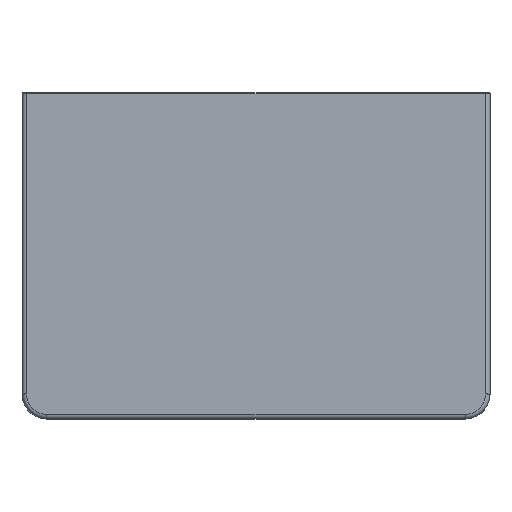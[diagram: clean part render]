
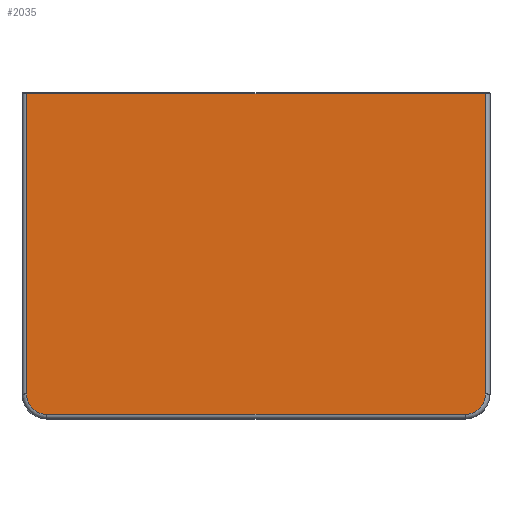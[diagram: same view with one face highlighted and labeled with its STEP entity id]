
A CAD part, top view. The second image highlights one B-rep face of the part: STEP entity #2035.
In plain terms, the highlighted planar face has unit normal (0, 0, 1).
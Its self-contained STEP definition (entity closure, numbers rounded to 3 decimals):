
#1875=CARTESIAN_POINT('',(32347.084,-2147.286,1719.0));
#1876=VERTEX_POINT('',#1875);
#1908=CARTESIAN_POINT('',(32751.084,-2147.286,1719.0));
#1909=VERTEX_POINT('',#1908);
#1923=CARTESIAN_POINT('',(32751.084,-2147.286,1719.0));
#1924=DIRECTION('',(-1.0,0.0,0.0));
#1925=VECTOR('',#1924,404.0);
#1926=LINE('',#1923,#1925);
#1927=EDGE_CURVE('',#1909,#1876,#1926,.T.);
#1987=CARTESIAN_POINT('',(32549.084,-2429.787,1719.0));
#1988=DIRECTION('',(0.0,0.0,1.0));
#1989=DIRECTION('',(1.0,0.0,0.0));
#1990=AXIS2_PLACEMENT_3D('',#1987,#1988,#1989);
#1991=PLANE('',#1990);
#1992=ORIENTED_EDGE('',*,*,#1927,.T.);
#1993=CARTESIAN_POINT('',(32347.084,-2411.786,1719.0));
#1994=VERTEX_POINT('',#1993);
#1995=CARTESIAN_POINT('',(32347.084,-2147.286,1719.0));
#1996=DIRECTION('',(0.0,-1.0,0.0));
#1997=VECTOR('',#1996,264.5);
#1998=LINE('',#1995,#1997);
#1999=EDGE_CURVE('',#1876,#1994,#1998,.T.);
#2000=ORIENTED_EDGE('',*,*,#1999,.T.);
#2001=CARTESIAN_POINT('',(32365.084,-2429.786,1719.0));
#2002=VERTEX_POINT('',#2001);
#2003=CARTESIAN_POINT('',(32365.084,-2411.786,1719.0));
#2004=DIRECTION('',(0.0,0.0,1.0));
#2005=DIRECTION('',(0.,-1.0,0.0));
#2006=AXIS2_PLACEMENT_3D('',#2003,#2004,#2005);
#2007=CIRCLE('',#2006,18.);
#2008=EDGE_CURVE('',#1994,#2002,#2007,.T.);
#2009=ORIENTED_EDGE('',*,*,#2008,.T.);
#2010=CARTESIAN_POINT('',(32733.084,-2429.786,1719.0));
#2011=VERTEX_POINT('',#2010);
#2012=CARTESIAN_POINT('',(32365.084,-2429.786,1719.0));
#2013=DIRECTION('',(1.0,0.0,0.0));
#2014=VECTOR('',#2013,368.);
#2015=LINE('',#2012,#2014);
#2016=EDGE_CURVE('',#2002,#2011,#2015,.T.);
#2017=ORIENTED_EDGE('',*,*,#2016,.T.);
#2018=CARTESIAN_POINT('',(32751.084,-2411.786,1719.0));
#2019=VERTEX_POINT('',#2018);
#2020=CARTESIAN_POINT('',(32733.084,-2411.786,1719.));
#2021=DIRECTION('',(0.,0.,1.0));
#2022=DIRECTION('',(1.0,0.,0.));
#2023=AXIS2_PLACEMENT_3D('',#2020,#2021,#2022);
#2024=CIRCLE('',#2023,18.);
#2025=EDGE_CURVE('',#2011,#2019,#2024,.T.);
#2026=ORIENTED_EDGE('',*,*,#2025,.T.);
#2027=CARTESIAN_POINT('',(32751.084,-2411.786,1719.0));
#2028=DIRECTION('',(0.0,1.0,0.0));
#2029=VECTOR('',#2028,264.5);
#2030=LINE('',#2027,#2029);
#2031=EDGE_CURVE('',#2019,#1909,#2030,.T.);
#2032=ORIENTED_EDGE('',*,*,#2031,.T.);
#2033=EDGE_LOOP('',(#1992,#2000,#2009,#2017,#2026,#2032));
#2034=FACE_OUTER_BOUND('',#2033,.T.);
#2035=ADVANCED_FACE('',(#2034),#1991,.T.);
